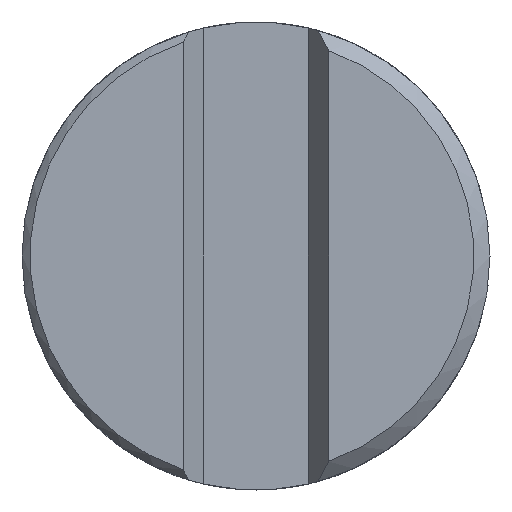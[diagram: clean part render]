
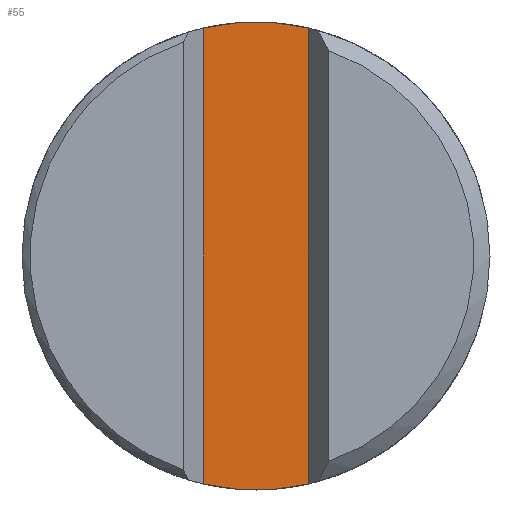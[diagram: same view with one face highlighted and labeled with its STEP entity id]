
A CAD part, front view. The second image highlights one B-rep face of the part: STEP entity #55.
In plain terms, the highlighted planar face has unit normal (0, -1, 0).
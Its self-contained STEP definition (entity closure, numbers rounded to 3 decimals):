
#55=ADVANCED_FACE('',(#104),#105,.F.);
#104=FACE_OUTER_BOUND('',#183,.T.);
#105=PLANE('',#184);
#183=EDGE_LOOP('',(#6028,#6029,#6030,#6031));
#184=AXIS2_PLACEMENT_3D('',#6032,#6033,#6034);
#6028=ORIENTED_EDGE('',*,*,#6278,.F.);
#6029=ORIENTED_EDGE('',*,*,#6279,.F.);
#6030=ORIENTED_EDGE('',*,*,#6280,.F.);
#6031=ORIENTED_EDGE('',*,*,#6268,.T.);
#6032=CARTESIAN_POINT('',(0.65,0.375,-3.481));
#6033=DIRECTION('',(-0.0,1.0,0.0));
#6034=DIRECTION('',(1.0,0.0,0.0));
#6268=EDGE_CURVE('',#6390,#6388,#6391,.T.);
#6278=EDGE_CURVE('',#6406,#6388,#6408,.T.);
#6279=EDGE_CURVE('',#6409,#6406,#6410,.T.);
#6280=EDGE_CURVE('',#6390,#6409,#6411,.T.);
#6388=VERTEX_POINT('',#6576);
#6390=VERTEX_POINT('',#6581);
#6391=LINE('',#6582,#6583);
#6406=VERTEX_POINT('',#6607);
#6408=CIRCLE('',#6612,2.9);
#6409=VERTEX_POINT('',#6613);
#6410=LINE('',#6614,#6615);
#6411=CIRCLE('',#6616,2.9);
#6576=CARTESIAN_POINT('',(0.65,0.375,2.826));
#6581=CARTESIAN_POINT('',(0.65,0.375,-2.826));
#6582=CARTESIAN_POINT('',(0.65,0.375,-2.826));
#6583=VECTOR('',#9533,5.652);
#6607=CARTESIAN_POINT('',(-0.65,0.375,2.826));
#6612=AXIS2_PLACEMENT_3D('',#9548,#9549,#9550);
#6613=CARTESIAN_POINT('',(-0.65,0.375,-2.826));
#6614=CARTESIAN_POINT('',(-0.65,0.375,-2.826));
#6615=VECTOR('',#9551,5.652);
#6616=AXIS2_PLACEMENT_3D('',#9552,#9553,#9554);
#9533=DIRECTION('',(0.0,0.0,1.0));
#9548=CARTESIAN_POINT('',(0.0,0.375,0.0));
#9549=DIRECTION('',(0.0,1.0,0.0));
#9550=DIRECTION('',(-0.224,0.0,0.975));
#9551=DIRECTION('',(0.0,0.0,1.0));
#9552=CARTESIAN_POINT('',(0.0,0.375,0.0));
#9553=DIRECTION('',(0.0,1.0,0.0));
#9554=DIRECTION('',(0.224,0.0,-0.975));
